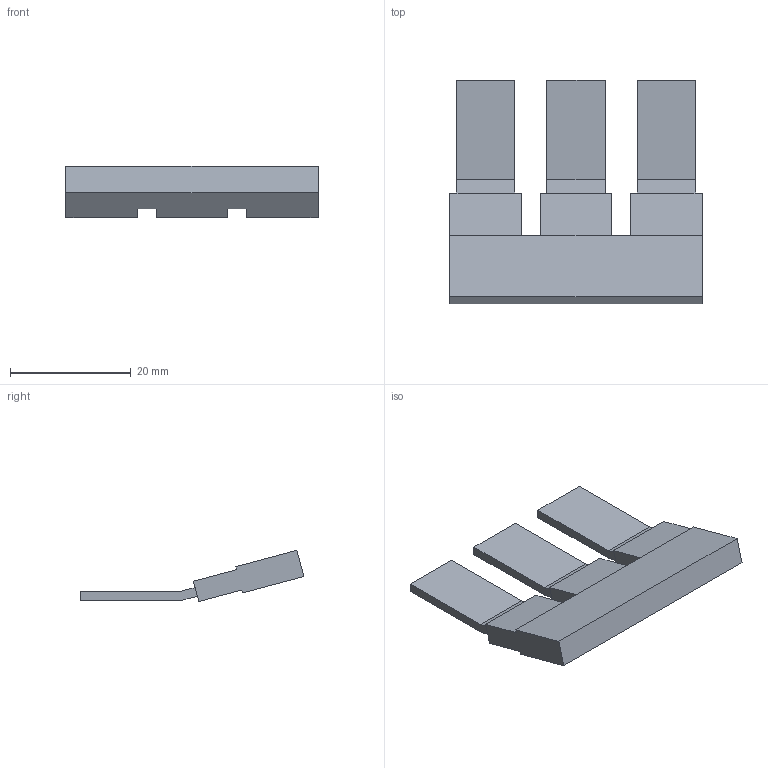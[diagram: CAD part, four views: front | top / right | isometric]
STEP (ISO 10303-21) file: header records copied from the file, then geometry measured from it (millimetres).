
FILE_DESCRIPTION(('Creo Elements/Direct Modeling STEP Export'),'2;1');
FILE_NAME('model.stp','2018-01-27T 8:27:10',(''),(''),'Creo Elements/Direct Modeling STEP processor for AP214 (Solid Model)','Creo Elements/Direct Modeling 18.1I 14-Aug-2016 (C) Parametric Technology GmbH','');
FILE_SCHEMA(('AUTOMOTIVE_DESIGN { 1 0 10303 214 1 1 1 1 }'));
Length unit declared in the file: millimetre
Products named in the file (2): EB_3_15_K_UK_35-select
Assembly tree (1 placements, depth 2):
  EB_3_15_K_UK_35-select
    EB_3_15_K_UK_35-select
Bounding box: 41.8 x 37.12 x 8.5 mm (x, y, z)
Volume: 3737 mm3; surface area: 3328.9 mm2
Topology: 1 solids, 1 shells, 40 faces, 102 edges, 68 vertices
Faces by surface type: plane 40
Entity records: 1551 total; most frequent: CARTESIAN_POINT 212, ORIENTED_EDGE 204, DIRECTION 186, VECTOR 102, LINE 102, EDGE_CURVE 102, VERTEX_POINT 68, EDGE_LOOP 44
